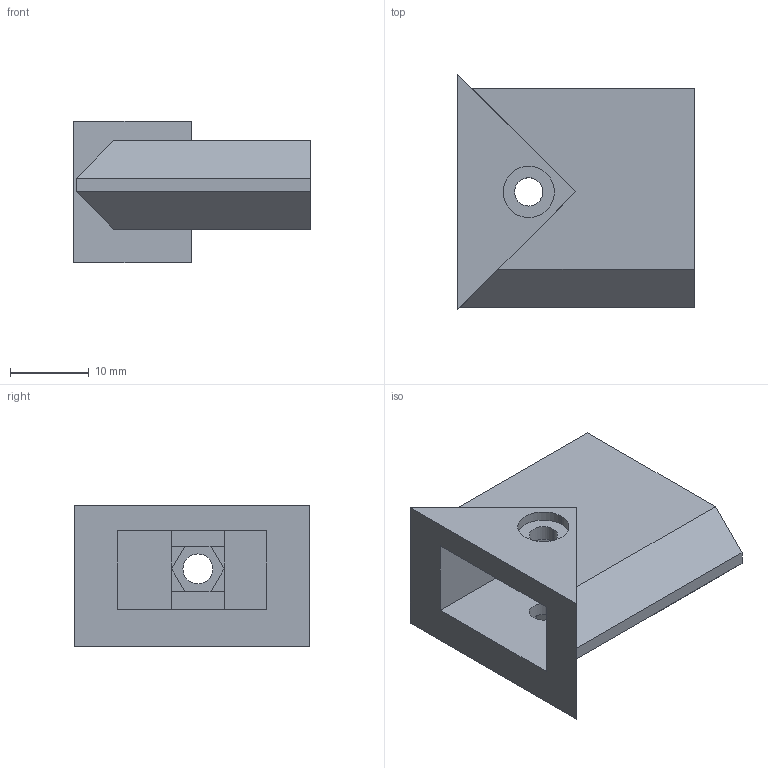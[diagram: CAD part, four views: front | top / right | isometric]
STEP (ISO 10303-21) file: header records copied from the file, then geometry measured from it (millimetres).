
FILE_DESCRIPTION (( 'STEP AP214' ), '1' );
FILE_NAME ('303 X Belt Tensioner.STEP', '2021-03-17T18:53:22', ( '' ), ( '' ), 'SwSTEP 2.0', 'SolidWorks 2019', '' );
FILE_SCHEMA (( 'AUTOMOTIVE_DESIGN' ));
Length unit declared in the file: millimetre
Products named in the file (1): 303 X Belt Tensioner
Bounding box: 30 x 29.85 x 17.9 mm (x, y, z)
Volume: 5322.6 mm3; surface area: 4865.4 mm2
Topology: 1 solids, 1 shells, 49 faces, 128 edges, 84 vertices
Faces by surface type: plane 41, cylinder 8
Entity records: 1532 total; most frequent: CARTESIAN_POINT 262, ORIENTED_EDGE 256, DIRECTION 244, EDGE_CURVE 128, VECTOR 112, LINE 112, VERTEX_POINT 84, AXIS2_PLACEMENT_3D 66
